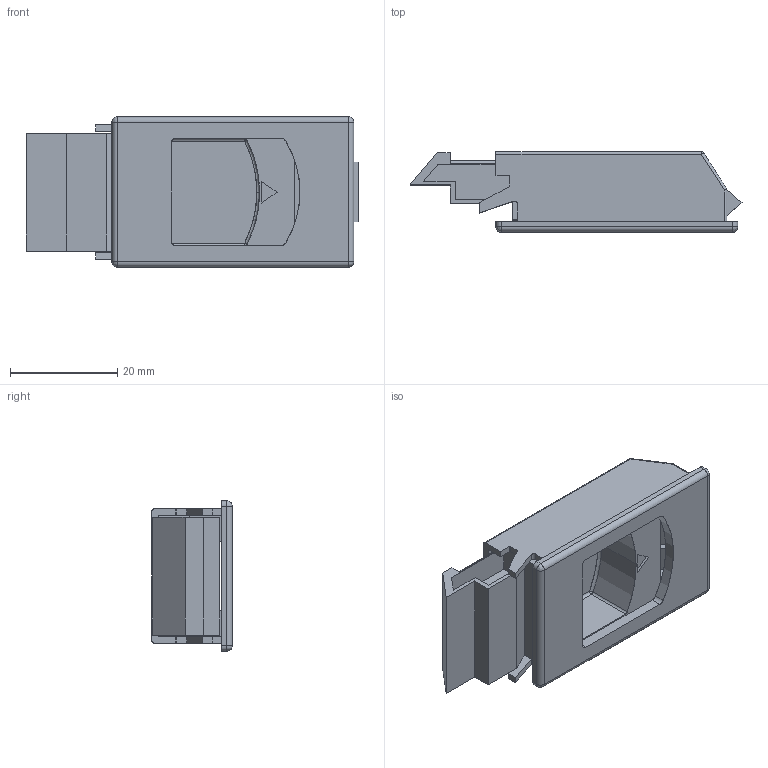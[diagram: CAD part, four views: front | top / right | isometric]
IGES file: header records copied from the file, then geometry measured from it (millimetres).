
Start section: SolidWorks IGES file using analytic representation for surfaces
Global section: file name: MS-725.IGS; native system: SolidWorks 2006 by SolidWorks Corporation; preprocessor: SolidWorks 2006 by SolidWorks Corporation; author: Deathkiller; date: 080624.095458; units: millimetre
Bounding box: 61.8 x 15 x 28 mm (x, y, z)
Surface area: 10980.9 mm2 (no closed solid volume)
Topology: 0 solids, 0 shells, 157 faces, 1045 edges, 1035 vertices
Faces by surface type: bspline 97, revolution 60
